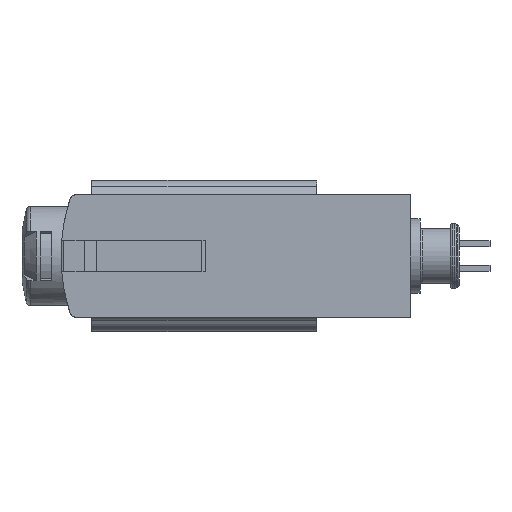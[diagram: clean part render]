
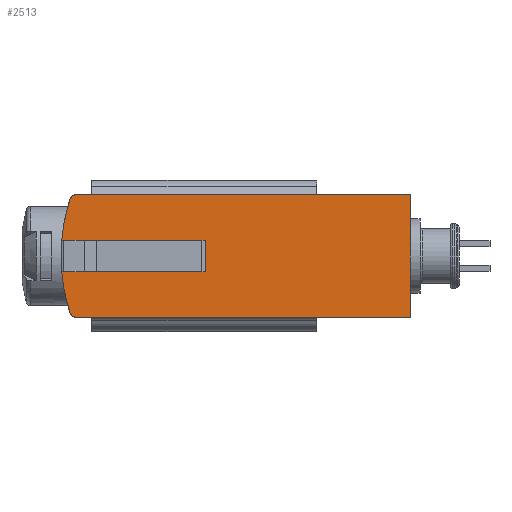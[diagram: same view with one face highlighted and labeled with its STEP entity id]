
A CAD part, left-side view. The second image highlights one B-rep face of the part: STEP entity #2513.
In plain terms, the highlighted planar face has unit normal (-1, 0, 0).
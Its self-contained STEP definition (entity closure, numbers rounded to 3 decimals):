
#38=PLANE('',#2742);
#137=CIRCLE('',#2654,15.);
#140=CIRCLE('',#2657,15.);
#167=CIRCLE('',#2698,0.5);
#184=CIRCLE('',#2743,0.5);
#294=LINE('',#4010,#507);
#315=LINE('',#4066,#528);
#331=LINE('',#4141,#544);
#332=LINE('',#4143,#545);
#333=LINE('',#4146,#546);
#334=LINE('',#4148,#547);
#507=VECTOR('',#3067,1000.);
#528=VECTOR('',#3116,1000.);
#544=VECTOR('',#3196,1000.);
#545=VECTOR('',#3199,1000.);
#546=VECTOR('',#3200,1000.);
#547=VECTOR('',#3203,1000.);
#881=ORIENTED_EDGE('',*,*,#1564,.T.);
#882=ORIENTED_EDGE('',*,*,#1565,.T.);
#883=ORIENTED_EDGE('',*,*,#1394,.F.);
#884=ORIENTED_EDGE('',*,*,#1501,.F.);
#885=ORIENTED_EDGE('',*,*,#1498,.T.);
#886=ORIENTED_EDGE('',*,*,#1563,.T.);
#887=ORIENTED_EDGE('',*,*,#1526,.F.);
#888=ORIENTED_EDGE('',*,*,#1566,.F.);
#889=ORIENTED_EDGE('',*,*,#1397,.F.);
#890=ORIENTED_EDGE('',*,*,#1567,.F.);
#1394=EDGE_CURVE('',#1754,#1755,#137,.T.);
#1397=EDGE_CURVE('',#1757,#1758,#140,.T.);
#1498=EDGE_CURVE('',#1856,#1855,#294,.T.);
#1501=EDGE_CURVE('',#1856,#1754,#167,.T.);
#1526=EDGE_CURVE('',#1876,#1877,#315,.T.);
#1563=EDGE_CURVE('',#1855,#1877,#331,.T.);
#1564=EDGE_CURVE('',#1896,#1897,#332,.T.);
#1565=EDGE_CURVE('',#1897,#1755,#333,.T.);
#1566=EDGE_CURVE('',#1758,#1876,#184,.T.);
#1567=EDGE_CURVE('',#1896,#1757,#334,.T.);
#1754=VERTEX_POINT('',#3716);
#1755=VERTEX_POINT('',#3718);
#1757=VERTEX_POINT('',#3722);
#1758=VERTEX_POINT('',#3724);
#1855=VERTEX_POINT('',#4009);
#1856=VERTEX_POINT('',#4011);
#1876=VERTEX_POINT('',#4065);
#1877=VERTEX_POINT('',#4067);
#1896=VERTEX_POINT('',#4144);
#1897=VERTEX_POINT('',#4145);
#2068=EDGE_LOOP('',(#881,#882,#883,#884,#885,#886,#887,#888,#889,#890));
#2271=FACE_BOUND('',#2068,.T.);
#2513=ADVANCED_FACE('',(#2271),#38,.F.);
#2654=AXIS2_PLACEMENT_3D('',#3717,#2935,#2936);
#2657=AXIS2_PLACEMENT_3D('',#3723,#2941,#2942);
#2698=AXIS2_PLACEMENT_3D('',#4015,#3073,#3074);
#2742=AXIS2_PLACEMENT_3D('',#4142,#3197,#3198);
#2743=AXIS2_PLACEMENT_3D('',#4147,#3201,#3202);
#2935=DIRECTION('',(1.,0.,0.));
#2936=DIRECTION('',(0.,0.,-1.));
#2941=DIRECTION('',(1.,0.,0.));
#2942=DIRECTION('',(0.,0.,-1.));
#3067=DIRECTION('',(0.,-1.,0.));
#3073=DIRECTION('',(1.,0.,0.));
#3074=DIRECTION('',(0.,0.,-1.));
#3116=DIRECTION('',(0.,-1.,0.));
#3196=DIRECTION('',(0.,0.,1.));
#3197=DIRECTION('',(1.,0.,0.));
#3198=DIRECTION('',(0.,0.,-1.));
#3199=DIRECTION('',(0.,0.,-1.));
#3200=DIRECTION('',(0.,1.,0.));
#3201=DIRECTION('',(1.,0.,0.));
#3202=DIRECTION('',(0.,0.,-1.));
#3203=DIRECTION('',(0.,1.,0.));
#3716=CARTESIAN_POINT('',(-102.4,20.109,-4.655));
#3717=CARTESIAN_POINT('',(-102.4,5.85,0.));
#3718=CARTESIAN_POINT('',(-102.4,20.794,-1.3));
#3722=CARTESIAN_POINT('',(-102.4,20.794,1.3));
#3723=CARTESIAN_POINT('',(-102.4,5.85,0.));
#3724=CARTESIAN_POINT('',(-102.4,20.109,4.655));
#4009=CARTESIAN_POINT('',(-102.4,-7.65,-5.));
#4010=CARTESIAN_POINT('',(-102.4,23.,-5.));
#4011=CARTESIAN_POINT('',(-102.4,19.634,-5.));
#4015=CARTESIAN_POINT('',(-102.4,19.634,-4.5));
#4065=CARTESIAN_POINT('',(-102.4,19.634,5.));
#4066=CARTESIAN_POINT('',(-102.4,23.,5.));
#4067=CARTESIAN_POINT('',(-102.4,-7.65,5.));
#4141=CARTESIAN_POINT('',(-102.4,-7.65,-5.));
#4142=CARTESIAN_POINT('',(-102.4,23.,-5.));
#4143=CARTESIAN_POINT('',(-102.4,9.05,1.3));
#4144=CARTESIAN_POINT('',(-102.4,9.05,1.3));
#4145=CARTESIAN_POINT('',(-102.4,9.05,-1.3));
#4146=CARTESIAN_POINT('',(-102.4,9.05,-1.3));
#4147=CARTESIAN_POINT('',(-102.4,19.634,4.5));
#4148=CARTESIAN_POINT('',(-102.4,9.05,1.3));
